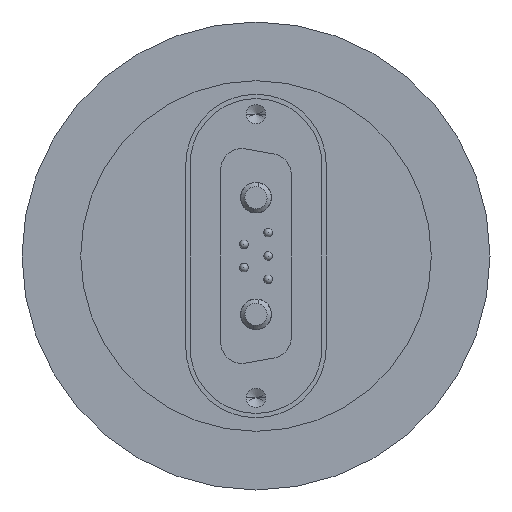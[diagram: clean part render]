
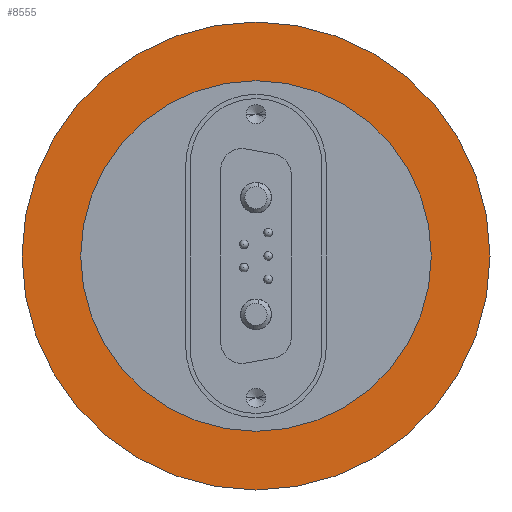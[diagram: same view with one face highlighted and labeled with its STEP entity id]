
A CAD part, left-side view. The second image highlights one B-rep face of the part: STEP entity #8555.
In plain terms, the highlighted planar face has unit normal (-1, 0, 0).
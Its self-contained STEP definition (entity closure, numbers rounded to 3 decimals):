
#79 = CARTESIAN_POINT ( 'NONE',  ( 0., 0., 27.5 ) ) ;
#505 = EDGE_CURVE ( 'NONE', #8955, #11139, #7235, .T. ) ;
#657 = CARTESIAN_POINT ( 'NONE',  ( 0., 0., 20.6 ) ) ;
#1373 = DIRECTION ( 'NONE',  ( -1., 0., 0. ) ) ;
#1988 = DIRECTION ( 'NONE',  ( -1., 0., 0. ) ) ;
#2154 = VERTEX_POINT ( 'NONE', #5122 ) ;
#2862 = CIRCLE ( 'NONE', #5278, 27.5 ) ;
#2933 = ORIENTED_EDGE ( 'NONE', *, *, #505, .F. ) ;
#3204 = DIRECTION ( 'NONE',  ( 0., 0., 1. ) ) ;
#3530 = EDGE_LOOP ( 'NONE', ( #2933, #7141 ) ) ;
#4038 = CARTESIAN_POINT ( 'NONE',  ( 0., 0., 0. ) ) ;
#4512 = DIRECTION ( 'NONE',  ( -1., 0., 0. ) ) ;
#4571 = FACE_BOUND ( 'NONE', #3530, .T. ) ;
#4698 = DIRECTION ( 'NONE',  ( 0., 0., 1. ) ) ;
#4798 = EDGE_CURVE ( 'NONE', #10322, #2154, #2862, .T. ) ;
#4821 = DIRECTION ( 'NONE',  ( 0., 0., -1. ) ) ;
#5008 = DIRECTION ( 'NONE',  ( -1., 0., 0. ) ) ;
#5122 = CARTESIAN_POINT ( 'NONE',  ( 0., 0., -27.5 ) ) ;
#5127 = CARTESIAN_POINT ( 'NONE',  ( 0., 0., 0. ) ) ;
#5278 = AXIS2_PLACEMENT_3D ( 'NONE', #4038, #1373, #7516 ) ;
#5733 = CARTESIAN_POINT ( 'NONE',  ( 0., 0., -27.5 ) ) ;
#5803 = PLANE ( 'NONE',  #9787 ) ;
#5829 = CIRCLE ( 'NONE', #10319, 27.5 ) ;
#6107 = CIRCLE ( 'NONE', #7345, 20.6 ) ;
#6548 = DIRECTION ( 'NONE',  ( 1., 0., 0. ) ) ;
#7010 = EDGE_LOOP ( 'NONE', ( #9149, #10184 ) ) ;
#7141 = ORIENTED_EDGE ( 'NONE', *, *, #11606, .F. ) ;
#7235 = CIRCLE ( 'NONE', #9123, 20.6 ) ;
#7339 = CARTESIAN_POINT ( 'NONE',  ( 0., 0., 0. ) ) ;
#7345 = AXIS2_PLACEMENT_3D ( 'NONE', #5127, #5008, #3204 ) ;
#7516 = DIRECTION ( 'NONE',  ( 0., 0., 1. ) ) ;
#8555 = ADVANCED_FACE ( 'NONE', ( #4571, #11285 ), #5803, .F. ) ;
#8955 = VERTEX_POINT ( 'NONE', #657 ) ;
#9123 = AXIS2_PLACEMENT_3D ( 'NONE', #9838, #4512, #10729 ) ;
#9149 = ORIENTED_EDGE ( 'NONE', *, *, #4798, .T. ) ;
#9211 = EDGE_CURVE ( 'NONE', #2154, #10322, #5829, .T. ) ;
#9787 = AXIS2_PLACEMENT_3D ( 'NONE', #5733, #6548, #4821 ) ;
#9838 = CARTESIAN_POINT ( 'NONE',  ( 0., 0., 0. ) ) ;
#10184 = ORIENTED_EDGE ( 'NONE', *, *, #9211, .T. ) ;
#10319 = AXIS2_PLACEMENT_3D ( 'NONE', #7339, #1988, #4698 ) ;
#10322 = VERTEX_POINT ( 'NONE', #79 ) ;
#10729 = DIRECTION ( 'NONE',  ( 0., 0., 1. ) ) ;
#11139 = VERTEX_POINT ( 'NONE', #11418 ) ;
#11285 = FACE_OUTER_BOUND ( 'NONE', #7010, .T. ) ;
#11418 = CARTESIAN_POINT ( 'NONE',  ( 0., 0., -20.6 ) ) ;
#11606 = EDGE_CURVE ( 'NONE', #11139, #8955, #6107, .T. ) ;
